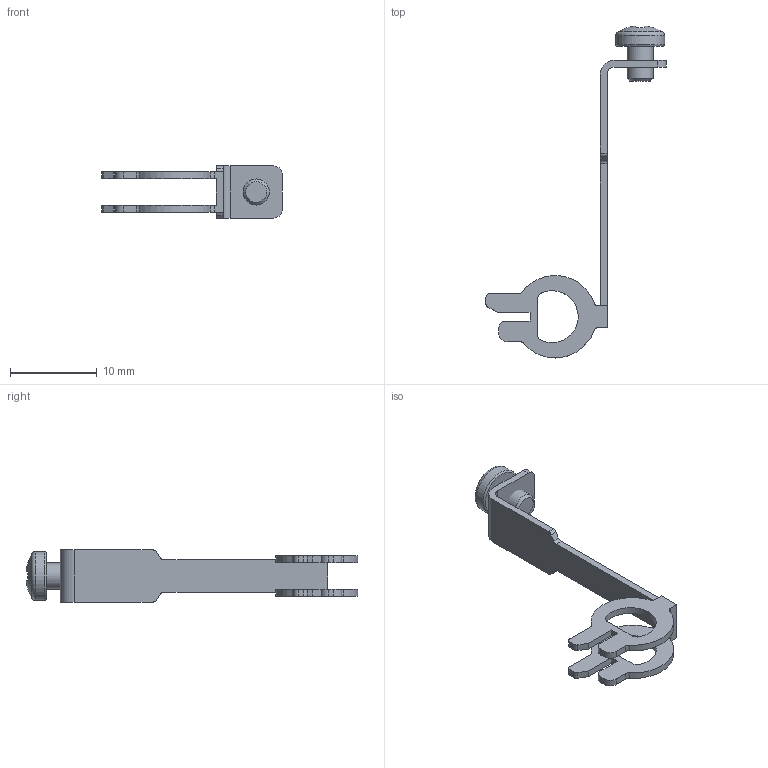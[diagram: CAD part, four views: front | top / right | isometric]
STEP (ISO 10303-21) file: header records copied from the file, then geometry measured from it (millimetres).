
FILE_DESCRIPTION((''),'2;1');
FILE_NAME('67300301_CR-EO.stp','2012-02-02T10:13:03',('hransiek'),(''),'Autodesk Inventor 2012','Autodesk Inventor 2012','');
FILE_SCHEMA(('AUTOMOTIVE_DESIGN { 1 0 10303 214 1 1 1 1 }'));
Length unit declared in the file: millimetre
Products named in the file (3): Baugruppe2; 1010227_3Dsym; SHR Z M3X4 
Assembly tree (2 placements, depth 2):
  Baugruppe2
    1010227_3Dsym
    SHR Z M3X4 
Bounding box: 20.8 x 38.25 x 6 mm (x, y, z)
Volume: 304 mm3; surface area: 878.8 mm2
Topology: 2 solids, 2 shells, 92 faces, 258 edges, 171 vertices
Faces by surface type: plane 51, cylinder 37, torus 2, sphere 1, cone 1
Full cylindrical faces by diameter (mm): 2.5 x1, 3 x1, 5.6 x1
Entity records: 3129 total; most frequent: DIRECTION 532, CARTESIAN_POINT 515, ORIENTED_EDGE 498, EDGE_CURVE 249, AXIS2_PLACEMENT_3D 186, VERTEX_POINT 169, VECTOR 160, LINE 160
